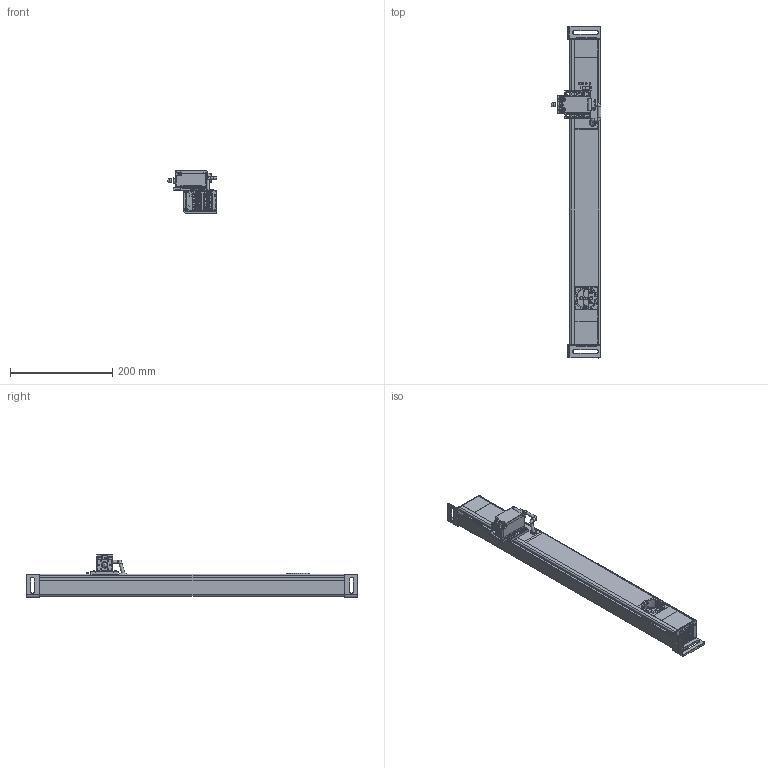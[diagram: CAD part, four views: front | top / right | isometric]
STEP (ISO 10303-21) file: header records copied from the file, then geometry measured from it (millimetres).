
FILE_DESCRIPTION(/* description */ (''),/* implementation_level */ '2;1');
FILE_NAME(/* name */ '111070_LED-A-500-SK-PK-E-VK.stp',/* time_stamp */ '2023-03-06T13:29:06+01:00',/* author */ ('cad'),/* organization */ (''),/* preprocessor_version */ 'ST-DEVELOPER v15.6',/* originating_system */ 'Autodesk Inventor 2015',/* authorisation */ '');
FILE_SCHEMA (('AUTOMOTIVE_DESIGN { 1 0 10303 214 3 1 1 }'));
Products named in the file (1): 111070_LED-A-500-SK-PK-E-VK_Shrinkwrap_1
Bounding box: 97.5 x 650 x 84.1 mm (x, y, z)
Surface area: 294054.6 mm2 (no closed solid volume)
Topology: 0 solids, 108 shells, 2616 faces, 9903 edges, 7341 vertices
Faces by surface type: plane 2030, cylinder 443, bspline 63, cone 58, sphere 19, torus 3
Full cylindrical faces by diameter (mm): 3 x1, 4 x2, 6 x4, 8 x1, 8.5 x2, 24 x1, 36.995 x1
Entity records: 110767 total; most frequent: CARTESIAN_POINT 27617, ORIENTED_EDGE 16407, DIRECTION 15699, EDGE_CURVE 9860, LINE 7773, VECTOR 7773, VERTEX_POINT 7335, AXIS2_PLACEMENT_3D 3963
